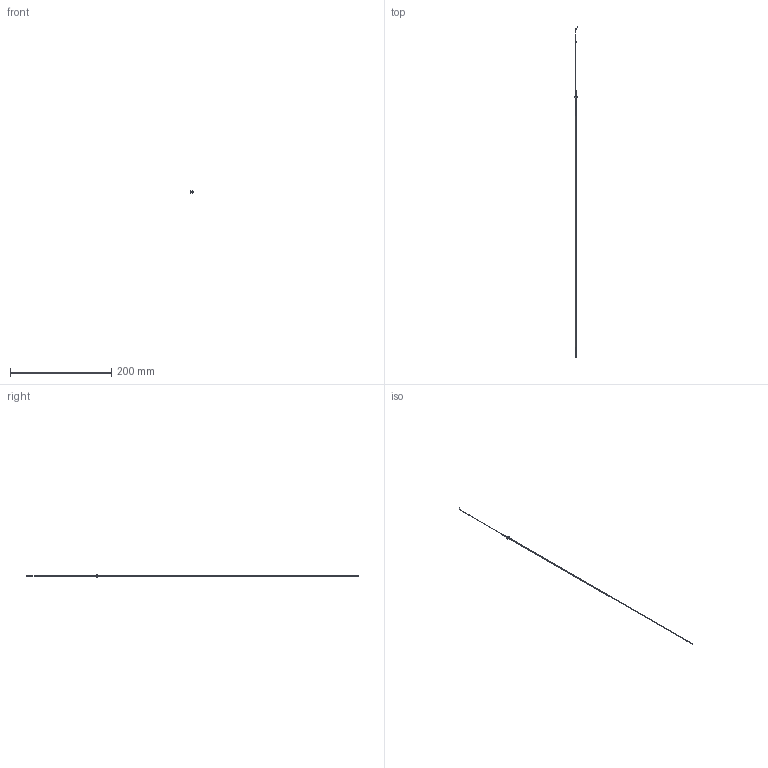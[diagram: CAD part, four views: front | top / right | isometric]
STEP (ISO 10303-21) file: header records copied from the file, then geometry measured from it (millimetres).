
FILE_DESCRIPTION (( 'STEP AP214' ), '1' );
FILE_NAME ('8291, EMG Lead, Rev 1.1.STEP', '2025-02-14T15:47:02', ( '' ), ( '' ), 'SwSTEP 2.0', 'SolidWorks 2022', '' );
FILE_SCHEMA (( 'AUTOMOTIVE_DESIGN' ));
Length unit declared in the file: millimetre
Products named in the file (14): 8158 Proximal Contact-3 mm Rev 1.0; 8294, Polypropylene Filament, Rev 1.0; 8263, PEEK Single Lumen Tube, Rev 1.1; 8309, Trumpet Anchor, Rev 1.0; ECG XXXX, Outer Tubing 80A 60 mm, Rev 1.1; 8177 Contact, Proximal,1.50 MM. Rev 1.0; 8XXX, Distal Lead Tip, Rev. 0.1; 5XXX, Suture Needle, Rev 0.1; 8181 Pellethane 55D Tube, 1.245 MM, Rev. 1.0; 8307, 1 Filar Coil, Rev 0.1; 8XXX Electrode - 15 mm Rev 0.1; 8184, Proximal Lead Tip, Rev. 1.1; 8292, EMG Suture-Needle, Rev 1.0; 8291, EMG Lead, Rev 1.1
Assembly tree (14 placements, depth 3):
  8291, EMG Lead, Rev 1.1
    8307, 1 Filar Coil, Rev 0.1  x2
    ECG XXXX, Outer Tubing 80A 60 mm, Rev 1.1
    5XXX, Suture Needle, Rev 0.1
      8292, EMG Suture-Needle, Rev 1.0
      8294, Polypropylene Filament, Rev 1.0
    8263, PEEK Single Lumen Tube, Rev 1.1
    8158 Proximal Contact-3 mm Rev 1.0
    8177 Contact, Proximal,1.50 MM. Rev 1.0
    8XXX Electrode - 15 mm Rev 0.1
    8309, Trumpet Anchor, Rev 1.0
    8XXX, Distal Lead Tip, Rev. 0.1
    8184, Proximal Lead Tip, Rev. 1.1
    8181 Pellethane 55D Tube, 1.245 MM, Rev. 1.0
Bounding box: 7.88 x 654.99 x 4 mm (x, y, z)
Volume: 275.4 mm3; surface area: 4425.9 mm2
Topology: 13 solids, 13 shells, 229 faces, 551 edges, 355 vertices
Faces by surface type: plane 105, cylinder 79, torus 25, cone 12, bspline 8
Entity records: 14912 total; most frequent: CARTESIAN_POINT 8564, DIRECTION 1290, ORIENTED_EDGE 1090, EDGE_CURVE 545, AXIS2_PLACEMENT_3D 523, VERTEX_POINT 351, CIRCLE 286, EDGE_LOOP 250
